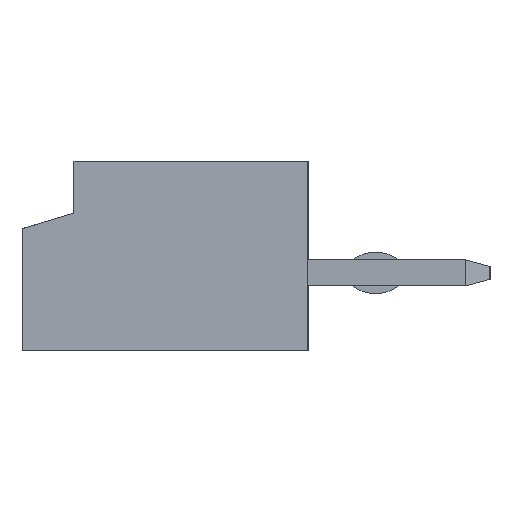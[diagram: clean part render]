
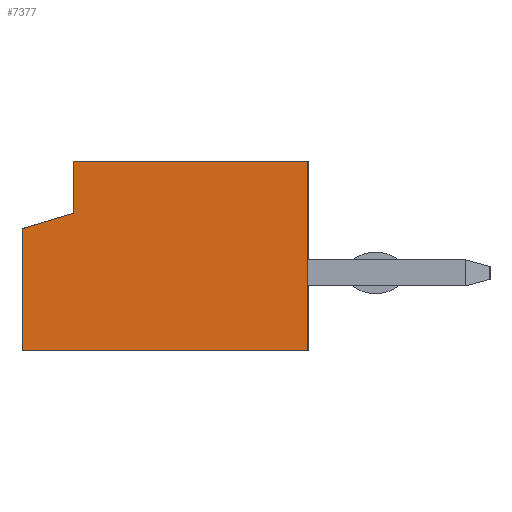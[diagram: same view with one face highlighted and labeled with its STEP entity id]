
A CAD part, left-side view. The second image highlights one B-rep face of the part: STEP entity #7377.
In plain terms, the highlighted planar face has unit normal (-1, 0, 0).
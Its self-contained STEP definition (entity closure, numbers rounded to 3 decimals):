
#49=DIRECTION('',(0.,-1.,0.));
#50=VECTOR('',#49,5.5);
#51=CARTESIAN_POINT('',(-15.,2.75,-1.825));
#52=LINE('',#51,#50);
#885=DIRECTION('',(0.,-1.,0.));
#886=VECTOR('',#885,4.5);
#887=CARTESIAN_POINT('',(-15.,1.75,1.825));
#888=LINE('',#887,#886);
#977=DIRECTION('',(0.,0.,1.));
#978=VECTOR('',#977,3.65);
#979=CARTESIAN_POINT('',(-15.,-2.75,-1.825));
#980=LINE('',#979,#978);
#1289=DIRECTION('',(0.,0.,-1.));
#1290=VECTOR('',#1289,1.);
#1291=CARTESIAN_POINT('',(-15.,1.75,1.825));
#1292=LINE('',#1291,#1290);
#1293=DIRECTION('',(0.,0.,1.));
#1294=VECTOR('',#1293,2.35);
#1295=CARTESIAN_POINT('',(-15.,2.75,-1.825));
#1296=LINE('',#1295,#1294);
#1297=DIRECTION('',(0.,0.958,-0.287));
#1298=VECTOR('',#1297,1.044);
#1299=CARTESIAN_POINT('',(-15.,1.75,0.825));
#1300=LINE('',#1299,#1298);
#4621=CARTESIAN_POINT('',(-15.,2.75,-1.825));
#4622=CARTESIAN_POINT('',(-15.,-2.75,-1.825));
#4623=VERTEX_POINT('',#4621);
#4624=VERTEX_POINT('',#4622);
#4629=CARTESIAN_POINT('',(-15.,-2.75,1.825));
#4630=VERTEX_POINT('',#4629);
#4637=CARTESIAN_POINT('',(-15.,1.75,1.825));
#4639=VERTEX_POINT('',#4637);
#4645=CARTESIAN_POINT('',(-15.,1.75,0.825));
#4646=VERTEX_POINT('',#4645);
#4647=CARTESIAN_POINT('',(-15.,2.75,0.525));
#4648=VERTEX_POINT('',#4647);
#7363=CARTESIAN_POINT('',(-15.,2.75,-1.825));
#7364=DIRECTION('',(-1.,0.,0.));
#7365=DIRECTION('',(0.,-1.,0.));
#7366=AXIS2_PLACEMENT_3D('',#7363,#7364,#7365);
#7367=PLANE('',#7366);
#7368=ORIENTED_EDGE('',*,*,#6570,.F.);
#7369=ORIENTED_EDGE('',*,*,#6709,.T.);
#7370=ORIENTED_EDGE('',*,*,#6799,.F.);
#7371=ORIENTED_EDGE('',*,*,#6078,.F.);
#7373=ORIENTED_EDGE('',*,*,#7372,.T.);
#7374=ORIENTED_EDGE('',*,*,#6538,.F.);
#7375=EDGE_LOOP('',(#7368,#7369,#7370,#7371,#7373,#7374));
#7376=FACE_OUTER_BOUND('',#7375,.F.);
#7377=ADVANCED_FACE('',(#7376),#7367,.T.);
#6078=EDGE_CURVE('',#4623,#4624,#52,.T.);
#6538=EDGE_CURVE('',#4646,#4648,#1300,.T.);
#6570=EDGE_CURVE('',#4639,#4646,#1292,.T.);
#6709=EDGE_CURVE('',#4639,#4630,#888,.T.);
#6799=EDGE_CURVE('',#4624,#4630,#980,.T.);
#7372=EDGE_CURVE('',#4623,#4648,#1296,.T.);
